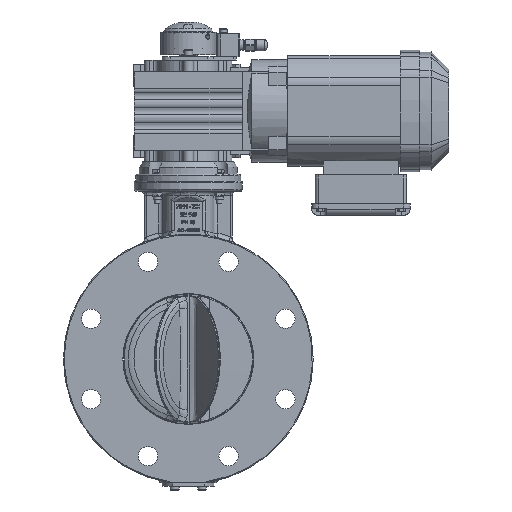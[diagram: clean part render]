
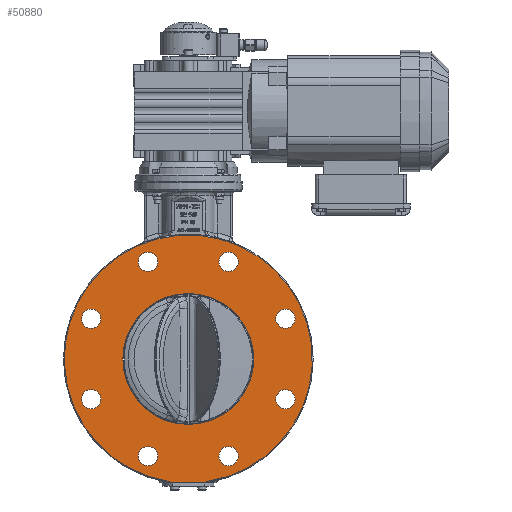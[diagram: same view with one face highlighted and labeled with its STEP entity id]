
A CAD part, front view. The second image highlights one B-rep face of the part: STEP entity #50880.
In plain terms, the highlighted planar face has unit normal (0, -1, 0).
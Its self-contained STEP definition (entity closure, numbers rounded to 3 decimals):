
#50402=CARTESIAN_POINT('',(0.,-25.0,74.7));
#50403=VERTEX_POINT('',#50402);
#50404=CARTESIAN_POINT('',(0.0,-25.0,0.0));
#50405=DIRECTION('',(0.0,-1.0,0.0));
#50406=DIRECTION('',(0.0,0.0,-1.0));
#50407=AXIS2_PLACEMENT_3D('',#50404,#50405,#50406);
#50408=CIRCLE('',#50407,74.7);
#50409=EDGE_CURVE('',#50403,#50403,#50408,.T.);
#50575=CARTESIAN_POINT('',(121.866,-25.0,-45.922));
#50576=VERTEX_POINT('',#50575);
#50577=CARTESIAN_POINT('',(110.866,-25.0,-45.922));
#50578=DIRECTION('',(0.0,1.0,0.0));
#50579=DIRECTION('',(1.0,0.0,0.0));
#50580=AXIS2_PLACEMENT_3D('',#50577,#50578,#50579);
#50581=CIRCLE('',#50580,11.0);
#50582=EDGE_CURVE('',#50576,#50576,#50581,.T.);
#50603=CARTESIAN_POINT('',(56.922,-25.0,-110.866));
#50604=VERTEX_POINT('',#50603);
#50605=CARTESIAN_POINT('',(45.922,-25.0,-110.866));
#50606=DIRECTION('',(0.0,1.0,0.0));
#50607=DIRECTION('',(1.0,0.0,0.0));
#50608=AXIS2_PLACEMENT_3D('',#50605,#50606,#50607);
#50609=CIRCLE('',#50608,11.0);
#50610=EDGE_CURVE('',#50604,#50604,#50609,.T.);
#50631=CARTESIAN_POINT('',(-34.922,-25.0,-110.866));
#50632=VERTEX_POINT('',#50631);
#50633=CARTESIAN_POINT('',(-45.922,-25.0,-110.866));
#50634=DIRECTION('',(0.0,1.0,0.0));
#50635=DIRECTION('',(1.0,0.0,0.0));
#50636=AXIS2_PLACEMENT_3D('',#50633,#50634,#50635);
#50637=CIRCLE('',#50636,11.0);
#50638=EDGE_CURVE('',#50632,#50632,#50637,.T.);
#50659=CARTESIAN_POINT('',(-99.866,-25.0,-45.922));
#50660=VERTEX_POINT('',#50659);
#50661=CARTESIAN_POINT('',(-110.866,-25.0,-45.922));
#50662=DIRECTION('',(0.0,1.0,0.0));
#50663=DIRECTION('',(1.0,0.0,0.0));
#50664=AXIS2_PLACEMENT_3D('',#50661,#50662,#50663);
#50665=CIRCLE('',#50664,11.0);
#50666=EDGE_CURVE('',#50660,#50660,#50665,.T.);
#50687=CARTESIAN_POINT('',(-99.866,-25.0,45.922));
#50688=VERTEX_POINT('',#50687);
#50689=CARTESIAN_POINT('',(-110.866,-25.0,45.922));
#50690=DIRECTION('',(0.0,1.0,0.0));
#50691=DIRECTION('',(1.0,0.0,0.0));
#50692=AXIS2_PLACEMENT_3D('',#50689,#50690,#50691);
#50693=CIRCLE('',#50692,11.0);
#50694=EDGE_CURVE('',#50688,#50688,#50693,.T.);
#50715=CARTESIAN_POINT('',(-34.922,-25.0,110.866));
#50716=VERTEX_POINT('',#50715);
#50717=CARTESIAN_POINT('',(-45.922,-25.0,110.866));
#50718=DIRECTION('',(0.0,1.0,0.0));
#50719=DIRECTION('',(1.0,0.0,0.0));
#50720=AXIS2_PLACEMENT_3D('',#50717,#50718,#50719);
#50721=CIRCLE('',#50720,11.0);
#50722=EDGE_CURVE('',#50716,#50716,#50721,.T.);
#50743=CARTESIAN_POINT('',(56.922,-25.0,110.866));
#50744=VERTEX_POINT('',#50743);
#50745=CARTESIAN_POINT('',(45.922,-25.0,110.866));
#50746=DIRECTION('',(0.0,1.0,0.0));
#50747=DIRECTION('',(1.0,0.0,0.0));
#50748=AXIS2_PLACEMENT_3D('',#50745,#50746,#50747);
#50749=CIRCLE('',#50748,11.0);
#50750=EDGE_CURVE('',#50744,#50744,#50749,.T.);
#50771=CARTESIAN_POINT('',(121.866,-25.0,45.922));
#50772=VERTEX_POINT('',#50771);
#50773=CARTESIAN_POINT('',(110.866,-25.0,45.922));
#50774=DIRECTION('',(0.0,1.0,0.0));
#50775=DIRECTION('',(1.0,0.0,0.0));
#50776=AXIS2_PLACEMENT_3D('',#50773,#50774,#50775);
#50777=CIRCLE('',#50776,11.0);
#50778=EDGE_CURVE('',#50772,#50772,#50777,.T.);
#50783=CARTESIAN_POINT('',(0.0,-25.0,112.1));
#50784=DIRECTION('',(0.0,1.0,0.0));
#50785=DIRECTION('',(0.0,0.0,1.0));
#50786=AXIS2_PLACEMENT_3D('',#50783,#50784,#50785);
#50787=PLANE('',#50786);
#50788=CARTESIAN_POINT('',(-20.739,-25.,-141.032));
#50789=VERTEX_POINT('',#50788);
#50790=CARTESIAN_POINT('',(-21.961,-25.,-139.785));
#50791=VERTEX_POINT('',#50790);
#50792=CARTESIAN_POINT('',(-20.739,-25.0,-141.032));
#50793=CARTESIAN_POINT('',(-20.739,-25.0,-140.901));
#50794=CARTESIAN_POINT('',(-20.756,-25.,-140.77));
#50795=CARTESIAN_POINT('',(-20.832,-25.,-140.528));
#50796=CARTESIAN_POINT('',(-20.887,-25.0,-140.42));
#50797=CARTESIAN_POINT('',(-21.055,-25.0,-140.194));
#50798=CARTESIAN_POINT('',(-21.176,-25.0,-140.09));
#50799=CARTESIAN_POINT('',(-21.496,-25.0,-139.899));
#50800=CARTESIAN_POINT('',(-21.717,-25.0,-139.824));
#50801=CARTESIAN_POINT('',(-21.961,-25.0,-139.785));
#50802=B_SPLINE_CURVE_WITH_KNOTS('',3,(#50792,#50793,#50794,#50795,#50796,#50797,#50798,#50799,#50800,#50801),.UNSPECIFIED.,.F.,.U.,(4,2,2,2,4),(-0.217,-0.172,-0.129,-0.074,0.0),.UNSPECIFIED.);
#50803=EDGE_CURVE('',#50789,#50791,#50802,.T.);
#50804=ORIENTED_EDGE('',*,*,#50803,.F.);
#50805=CARTESIAN_POINT('',(-20.739,-25.0,-141.5));
#50806=VERTEX_POINT('',#50805);
#50807=CARTESIAN_POINT('',(-20.739,-25.0,-141.5));
#50808=DIRECTION('',(0.0,0.0,1.0));
#50809=VECTOR('',#50808,0.468);
#50810=LINE('',#50807,#50809);
#50811=EDGE_CURVE('',#50806,#50789,#50810,.T.);
#50812=ORIENTED_EDGE('',*,*,#50811,.F.);
#50813=CARTESIAN_POINT('',(20.739,-25.0,-141.5));
#50814=VERTEX_POINT('',#50813);
#50815=CARTESIAN_POINT('',(20.739,-25.0,-141.5));
#50816=DIRECTION('',(-1.0,0.0,0.0));
#50817=VECTOR('',#50816,41.479);
#50818=LINE('',#50815,#50817);
#50819=EDGE_CURVE('',#50814,#50806,#50818,.T.);
#50820=ORIENTED_EDGE('',*,*,#50819,.F.);
#50821=CARTESIAN_POINT('',(20.739,-25.,-141.032));
#50822=VERTEX_POINT('',#50821);
#50823=CARTESIAN_POINT('',(20.739,-25.0,-141.032));
#50824=DIRECTION('',(0.0,0.0,-1.0));
#50825=VECTOR('',#50824,0.468);
#50826=LINE('',#50823,#50825);
#50827=EDGE_CURVE('',#50822,#50814,#50826,.T.);
#50828=ORIENTED_EDGE('',*,*,#50827,.F.);
#50829=CARTESIAN_POINT('',(21.961,-25.,-139.785));
#50830=VERTEX_POINT('',#50829);
#50831=CARTESIAN_POINT('',(21.961,-25.0,-139.785));
#50832=CARTESIAN_POINT('',(21.783,-25.0,-139.813));
#50833=CARTESIAN_POINT('',(21.606,-25.,-139.863));
#50834=CARTESIAN_POINT('',(21.301,-25.,-140.006));
#50835=CARTESIAN_POINT('',(21.171,-25.,-140.093));
#50836=CARTESIAN_POINT('',(20.961,-25.,-140.305));
#50837=CARTESIAN_POINT('',(20.883,-25.0,-140.421));
#50838=CARTESIAN_POINT('',(20.766,-25.0,-140.705));
#50839=CARTESIAN_POINT('',(20.739,-25.0,-140.867));
#50840=CARTESIAN_POINT('',(20.739,-25.0,-141.032));
#50841=B_SPLINE_CURVE_WITH_KNOTS('',3,(#50831,#50832,#50833,#50834,#50835,#50836,#50837,#50838,#50839,#50840),.UNSPECIFIED.,.F.,.U.,(4,2,2,2,4),(-0.193,-0.139,-0.092,-0.05,0.0),.UNSPECIFIED.);
#50842=EDGE_CURVE('',#50830,#50822,#50841,.T.);
#50843=ORIENTED_EDGE('',*,*,#50842,.F.);
#50844=CARTESIAN_POINT('',(0.0,-25.0,0.0));
#50845=DIRECTION('',(0.0,1.0,0.0));
#50846=DIRECTION('',(1.0,0.0,0.0));
#50847=AXIS2_PLACEMENT_3D('',#50844,#50845,#50846);
#50848=CIRCLE('',#50847,141.5);
#50849=EDGE_CURVE('',#50791,#50830,#50848,.T.);
#50850=ORIENTED_EDGE('',*,*,#50849,.F.);
#50851=EDGE_LOOP('',(#50804,#50812,#50820,#50828,#50843,#50850));
#50852=FACE_OUTER_BOUND('',#50851,.T.);
#50853=ORIENTED_EDGE('',*,*,#50409,.F.);
#50854=EDGE_LOOP('',(#50853));
#50855=FACE_BOUND('',#50854,.T.);
#50856=ORIENTED_EDGE('',*,*,#50582,.T.);
#50857=EDGE_LOOP('',(#50856));
#50858=FACE_BOUND('',#50857,.T.);
#50859=ORIENTED_EDGE('',*,*,#50610,.T.);
#50860=EDGE_LOOP('',(#50859));
#50861=FACE_BOUND('',#50860,.T.);
#50862=ORIENTED_EDGE('',*,*,#50638,.T.);
#50863=EDGE_LOOP('',(#50862));
#50864=FACE_BOUND('',#50863,.T.);
#50865=ORIENTED_EDGE('',*,*,#50666,.T.);
#50866=EDGE_LOOP('',(#50865));
#50867=FACE_BOUND('',#50866,.T.);
#50868=ORIENTED_EDGE('',*,*,#50694,.T.);
#50869=EDGE_LOOP('',(#50868));
#50870=FACE_BOUND('',#50869,.T.);
#50871=ORIENTED_EDGE('',*,*,#50722,.T.);
#50872=EDGE_LOOP('',(#50871));
#50873=FACE_BOUND('',#50872,.T.);
#50874=ORIENTED_EDGE('',*,*,#50750,.T.);
#50875=EDGE_LOOP('',(#50874));
#50876=FACE_BOUND('',#50875,.T.);
#50877=ORIENTED_EDGE('',*,*,#50778,.T.);
#50878=EDGE_LOOP('',(#50877));
#50879=FACE_BOUND('',#50878,.T.);
#50880=ADVANCED_FACE('',(#50852,#50855,#50858,#50861,#50864,#50867,#50870,#50873,#50876,#50879),#50787,.F.);
